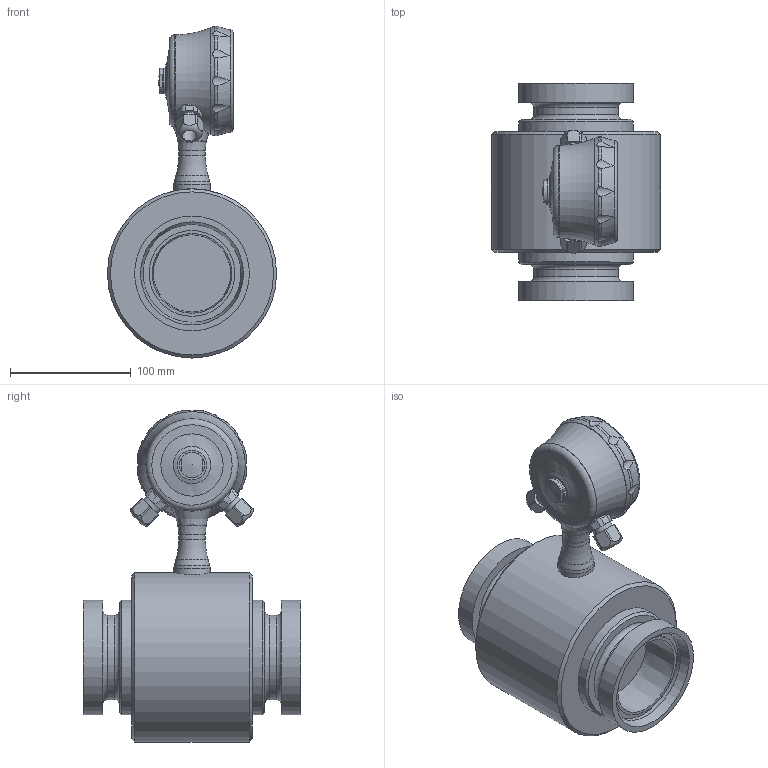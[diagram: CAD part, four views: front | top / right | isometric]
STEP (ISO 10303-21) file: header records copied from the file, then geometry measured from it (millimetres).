
FILE_DESCRIPTION( ( 'Unknown' ), '1' );
FILE_NAME( 'PF75H5xxxxxxx03x1J32xx2xxx0x0.stp', 'Unknown', ( 'Unknown' ), ( 'Unknown' ), 'PSStep 19.0.9', 'Unknown', ' ' );
FILE_SCHEMA( ( 'AUTOMOTIVE_DESIGN { 1 0 10303 214 1 1 1 1 }' ) );
Length unit declared in the file: millimetre
Products named in the file (1): Unterteil_PF75H_DIN_11851_DN65
Bounding box: 140 x 180 x 274.77 mm (x, y, z)
Volume: 2025903.5 mm3; surface area: 166881 mm2
Topology: 1 solids, 16 shells, 516 faces, 1338 edges, 880 vertices
Faces by surface type: plane 264, cylinder 147, torus 41, cone 35, bspline 21, revolution 4, sphere 4
Full cylindrical faces by diameter (mm): 3 x1, 3.459 x2, 12 x2, 16 x4, 16.691 x2, 20.8 x1, 21 x1, 22 x1, 23.5 x1, 30 x1, 70 x2, 71 x2, 81 x2, 81.2 x1, 83.7 x1, 88 x1, 95 x4, 140 x1
Entity records: 22886 total; most frequent: CARTESIAN_POINT 6854, ORIENTED_EDGE 2458, DIRECTION 2350, EDGE_CURVE 1229, AXIS2_PLACEMENT_3D 883, VERTEX_POINT 845, EDGE_LOOP 627, LINE 580
